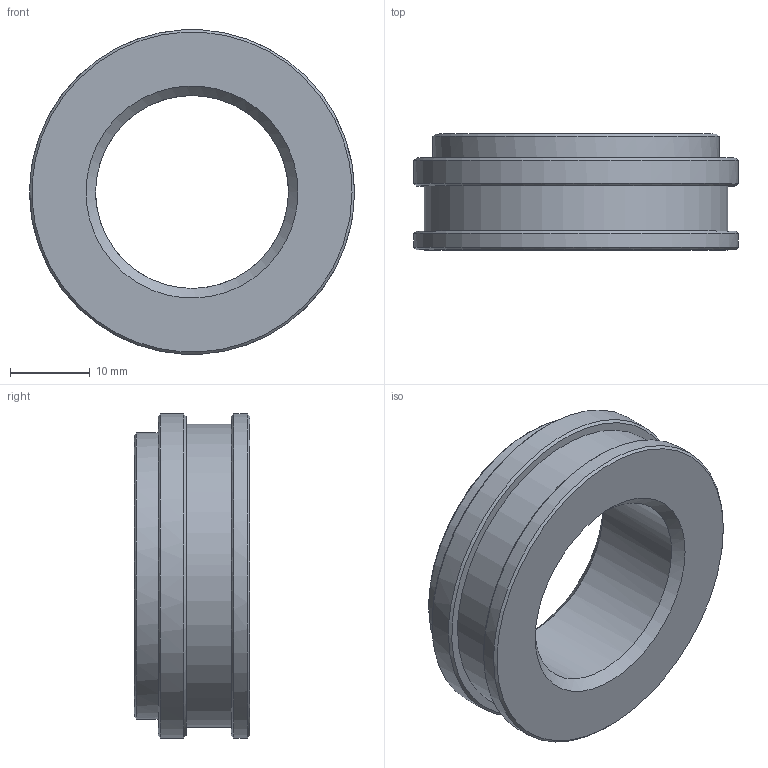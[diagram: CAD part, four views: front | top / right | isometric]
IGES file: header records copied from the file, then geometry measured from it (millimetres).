
Global section: file name: V136-ADAP; native system: Autodesk Inventor 2018; preprocessor: unknown; author: aduggalther; date: 20190708.092625; units: millimetre
Bounding box: 40.65 x 14.5 x 40.57 mm (x, y, z)
Volume: 10251.8 mm3; surface area: 4655.3 mm2
Topology: 1 solids, 1 shells, 17 faces, 39 edges, 27 vertices
Faces by surface type: bspline 17
